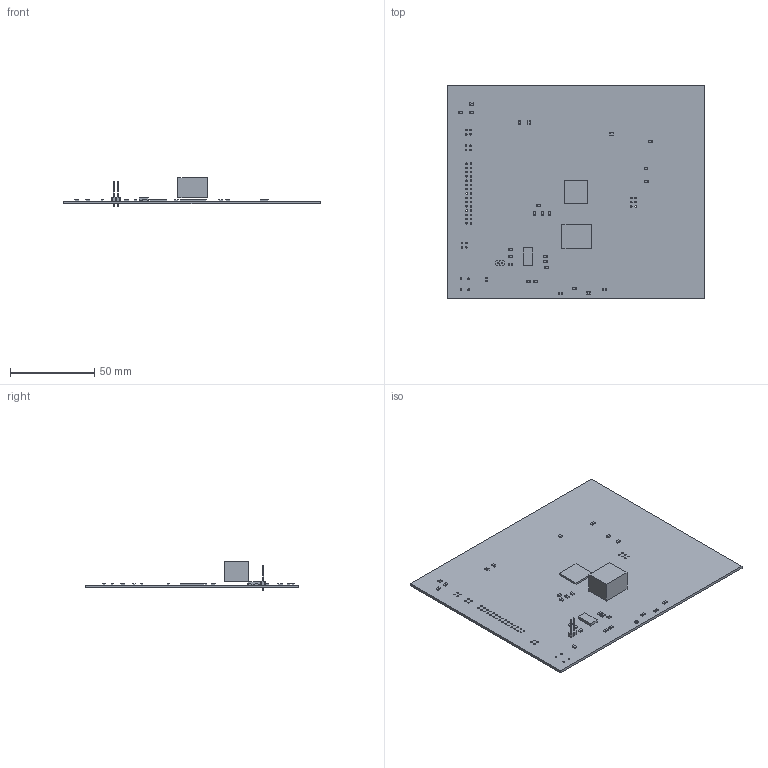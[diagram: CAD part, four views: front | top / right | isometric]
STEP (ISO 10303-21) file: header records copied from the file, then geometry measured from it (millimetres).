
FILE_DESCRIPTION(('Open CASCADE Model'),'2;1');
FILE_NAME('Open CASCADE Shape Model','2013-01-26T04:05:00',('Author'),( 'Open CASCADE'),'Open CASCADE STEP processor 6.2','Open CASCADE 6.2' ,'Unknown');
FILE_SCHEMA(('AUTOMOTIVE_DESIGN { 1 0 10303 214 1 1 1 1 }'));
Length unit declared in the file: millimetre
Products named in the file (54): PCB; Board; C5; 488906944; Extruded; 637159952; C11; R10; C1; C2; C3; C4; 637148432; 637159056; 637162640; C6; C8; LED1; 511564128; LED2; R1; R2; R3; R4; R5; R6; R7; R8; R9; C7; U6; 637159440; IntPre; 422000768; U5; 637148176; R11; R12; 1; 637163408 ...
Assembly tree (129 placements, depth 4):
  PCB
    Board
    C5
      488906944  x2
        Extruded
      637159952
        Extruded
    C11
      488906944  x2
        Extruded
      637159952
        Extruded
    R10
      488906944  x2
        Extruded
      637159952
        Extruded
    C1
      488906944  x2
        Extruded
      637159952
        Extruded
    C2
      488906944  x2
        Extruded
      637159952
        Extruded
    C3
      488906944  x2
        Extruded
      637159952
        Extruded
    C4
      637148432  x2
        Extruded
      637159056
        Extruded
    C5
      637148432  x2
        Extruded
      637162640
        Extruded
    C6
      637148432  x2
        Extruded
      637159056
        Extruded
    C8
      637148432  x2
        Extruded
      637159056
        Extruded
    LED1
      637148432  x2
        Extruded
      637159056
        Extruded
      511564128
        Extruded
    LED2
Bounding box: 152.4 x 127 x 17.18 mm (x, y, z)
Volume: 33958.7 mm3; surface area: 42313.5 mm2
Topology: 88 solids, 88 shells, 598 faces, 1262 edges, 840 vertices
Faces by surface type: plane 544, cylinder 54
Full cylindrical faces by diameter (mm): 0.889 x2, 0.9 x48, 1 x4
Entity records: 10445 total; most frequent: CARTESIAN_POINT 2114, DIRECTION 1512, LINE 768, VECTOR 768, ORIENTED_EDGE 656, PCURVE 656, DEFINITIONAL_REPRESENTATION 656, AXIS2_PLACEMENT_3D 372
